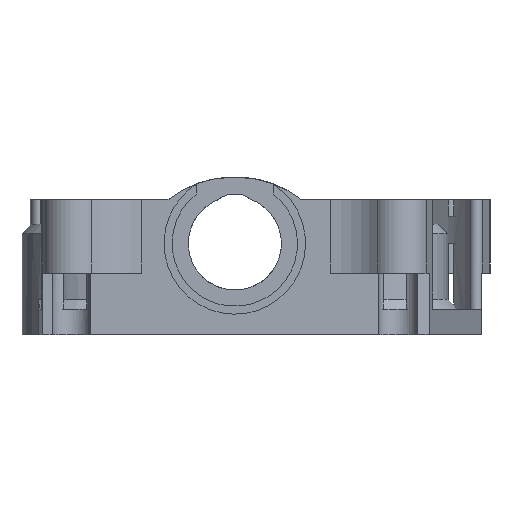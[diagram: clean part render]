
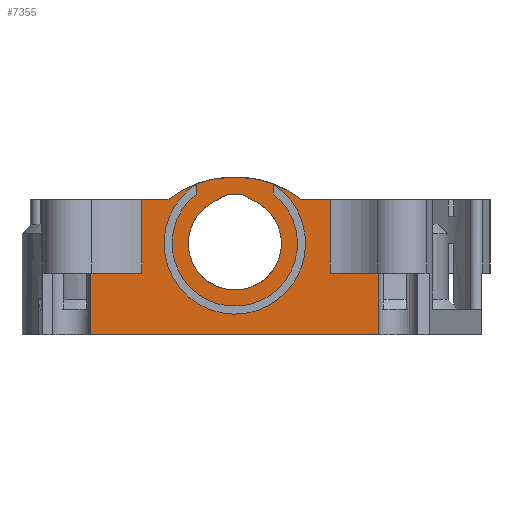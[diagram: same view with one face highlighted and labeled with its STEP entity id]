
A CAD part, front view. The second image highlights one B-rep face of the part: STEP entity #7355.
In plain terms, the highlighted planar face has unit normal (0, -1, 0).
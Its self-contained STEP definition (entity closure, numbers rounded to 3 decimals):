
#778=FACE_BOUND('',#1708,.T.);
#779=FACE_BOUND('',#1709,.T.);
#883=PLANE('',#7723);
#1274=FACE_OUTER_BOUND('',#1707,.T.);
#1707=EDGE_LOOP('',(#6919,#6920,#6921,#6922,#6923,#6924,#6925,#6926,#6927,
#6928,#6929,#6930));
#1708=EDGE_LOOP('',(#6931,#6932,#6933,#6934,#6935,#6936,#6937));
#1709=EDGE_LOOP('',(#6938,#6939,#6940,#6941));
#2022=LINE('',#13457,#2515);
#2092=LINE('',#14703,#2585);
#2130=LINE('',#14862,#2623);
#2143=LINE('',#15047,#2636);
#2147=LINE('',#15059,#2640);
#2151=LINE('',#15070,#2644);
#2155=LINE('',#15081,#2648);
#2156=LINE('',#15083,#2649);
#2177=LINE('',#15255,#2670);
#2179=LINE('',#15271,#2672);
#2186=LINE('',#15304,#2679);
#2189=LINE('',#15311,#2682);
#2197=LINE('',#15334,#2690);
#2199=LINE('',#15342,#2692);
#2202=LINE('',#15357,#2695);
#2203=LINE('',#15359,#2696);
#2515=VECTOR('',#8230,10.);
#2585=VECTOR('',#8472,10.);
#2623=VECTOR('',#8586,10.);
#2636=VECTOR('',#8627,10.);
#2640=VECTOR('',#8639,10.);
#2644=VECTOR('',#8651,10.);
#2648=VECTOR('',#8665,10.);
#2649=VECTOR('',#8668,10.);
#2670=VECTOR('',#8779,10.);
#2672=VECTOR('',#8801,10.);
#2679=VECTOR('',#8850,10.);
#2682=VECTOR('',#8857,10.);
#2690=VECTOR('',#8885,10.);
#2692=VECTOR('',#8895,10.);
#2695=VECTOR('',#8920,10.);
#2696=VECTOR('',#8923,10.);
#2810=CIRCLE('',#7599,0.8);
#2812=CIRCLE('',#7602,11.);
#2814=CIRCLE('',#7606,9.75);
#2816=CIRCLE('',#7610,11.);
#2818=CIRCLE('',#7616,7.25);
#2840=CIRCLE('',#7661,16.455);
#2841=CIRCLE('',#7666,16.455);
#3346=VERTEX_POINT('',#13454);
#3347=VERTEX_POINT('',#13456);
#3478=VERTEX_POINT('',#14700);
#3479=VERTEX_POINT('',#14702);
#3526=VERTEX_POINT('',#14859);
#3527=VERTEX_POINT('',#14861);
#3540=VERTEX_POINT('',#15031);
#3541=VERTEX_POINT('',#15032);
#3544=VERTEX_POINT('',#15040);
#3546=VERTEX_POINT('',#15046);
#3548=VERTEX_POINT('',#15052);
#3550=VERTEX_POINT('',#15058);
#3552=VERTEX_POINT('',#15064);
#3554=VERTEX_POINT('',#15075);
#3555=VERTEX_POINT('',#15079);
#3576=VERTEX_POINT('',#15246);
#3577=VERTEX_POINT('',#15248);
#3578=VERTEX_POINT('',#15254);
#3582=VERTEX_POINT('',#15269);
#3587=VERTEX_POINT('',#15303);
#3589=VERTEX_POINT('',#15310);
#3594=VERTEX_POINT('',#15333);
#3596=VERTEX_POINT('',#15341);
#4307=EDGE_CURVE('',#3346,#3347,#2022,.T.);
#4496=EDGE_CURVE('',#3479,#3478,#2092,.T.);
#4564=EDGE_CURVE('',#3527,#3526,#2130,.T.);
#4584=EDGE_CURVE('',#3540,#3541,#2810,.T.);
#4588=EDGE_CURVE('',#3541,#3544,#2812,.T.);
#4591=EDGE_CURVE('',#3544,#3546,#2143,.T.);
#4594=EDGE_CURVE('',#3546,#3548,#2814,.T.);
#4597=EDGE_CURVE('',#3548,#3550,#2147,.T.);
#4600=EDGE_CURVE('',#3550,#3552,#2816,.T.);
#4603=EDGE_CURVE('',#3552,#3540,#2151,.T.);
#4605=EDGE_CURVE('',#3554,#3479,#2818,.T.);
#4608=EDGE_CURVE('',#3478,#3555,#2155,.T.);
#4609=EDGE_CURVE('',#3555,#3554,#2156,.T.);
#4658=EDGE_CURVE('',#3577,#3576,#2840,.T.);
#4661=EDGE_CURVE('',#3578,#3577,#2177,.T.);
#4663=EDGE_CURVE('',#3526,#3578,#2841,.T.);
#4669=EDGE_CURVE('',#3576,#3582,#2179,.T.);
#4684=EDGE_CURVE('',#3347,#3587,#2186,.T.);
#4688=EDGE_CURVE('',#3346,#3589,#2189,.T.);
#4700=EDGE_CURVE('',#3589,#3594,#2197,.T.);
#4704=EDGE_CURVE('',#3596,#3587,#2199,.T.);
#4712=EDGE_CURVE('',#3596,#3582,#2202,.T.);
#4713=EDGE_CURVE('',#3594,#3527,#2203,.T.);
#6919=ORIENTED_EDGE('',*,*,#4669,.T.);
#6920=ORIENTED_EDGE('',*,*,#4712,.F.);
#6921=ORIENTED_EDGE('',*,*,#4704,.T.);
#6922=ORIENTED_EDGE('',*,*,#4684,.F.);
#6923=ORIENTED_EDGE('',*,*,#4307,.F.);
#6924=ORIENTED_EDGE('',*,*,#4688,.T.);
#6925=ORIENTED_EDGE('',*,*,#4700,.T.);
#6926=ORIENTED_EDGE('',*,*,#4713,.T.);
#6927=ORIENTED_EDGE('',*,*,#4564,.T.);
#6928=ORIENTED_EDGE('',*,*,#4663,.T.);
#6929=ORIENTED_EDGE('',*,*,#4661,.T.);
#6930=ORIENTED_EDGE('',*,*,#4658,.T.);
#6931=ORIENTED_EDGE('',*,*,#4584,.T.);
#6932=ORIENTED_EDGE('',*,*,#4588,.T.);
#6933=ORIENTED_EDGE('',*,*,#4591,.T.);
#6934=ORIENTED_EDGE('',*,*,#4594,.T.);
#6935=ORIENTED_EDGE('',*,*,#4597,.T.);
#6936=ORIENTED_EDGE('',*,*,#4600,.T.);
#6937=ORIENTED_EDGE('',*,*,#4603,.T.);
#6938=ORIENTED_EDGE('',*,*,#4496,.T.);
#6939=ORIENTED_EDGE('',*,*,#4608,.T.);
#6940=ORIENTED_EDGE('',*,*,#4609,.T.);
#6941=ORIENTED_EDGE('',*,*,#4605,.T.);
#7355=ADVANCED_FACE('',(#1274,#778,#779),#883,.T.);
#7599=AXIS2_PLACEMENT_3D('',#15033,#8612,#8613);
#7602=AXIS2_PLACEMENT_3D('',#15041,#8620,#8621);
#7606=AXIS2_PLACEMENT_3D('',#15053,#8632,#8633);
#7610=AXIS2_PLACEMENT_3D('',#15065,#8644,#8645);
#7616=AXIS2_PLACEMENT_3D('',#15076,#8659,#8660);
#7661=AXIS2_PLACEMENT_3D('',#15249,#8771,#8772);
#7666=AXIS2_PLACEMENT_3D('',#15259,#8785,#8786);
#7723=AXIS2_PLACEMENT_3D('',#15360,#8924,#8925);
#8230=DIRECTION('',(-1.,0.,0.));
#8472=DIRECTION('',(0.879,0.,0.478));
#8586=DIRECTION('',(-1.,0.,0.));
#8612=DIRECTION('center_axis',(0.,1.,0.));
#8613=DIRECTION('ref_axis',(-1.,0.,0.));
#8620=DIRECTION('center_axis',(0.,1.,0.));
#8621=DIRECTION('ref_axis',(-1.,0.,0.));
#8627=DIRECTION('',(0.,0.,-1.));
#8632=DIRECTION('center_axis',(0.,-1.,0.));
#8633=DIRECTION('ref_axis',(-1.,0.,0.));
#8639=DIRECTION('',(0.,0.,1.));
#8644=DIRECTION('center_axis',(0.,1.,0.));
#8645=DIRECTION('ref_axis',(-1.,0.,0.));
#8651=DIRECTION('',(0.,0.,1.));
#8659=DIRECTION('center_axis',(0.,1.,0.));
#8660=DIRECTION('ref_axis',(-1.,0.,0.));
#8665=DIRECTION('',(1.,0.,0.));
#8668=DIRECTION('',(0.879,0.,-0.478));
#8771=DIRECTION('center_axis',(0.,-1.,0.));
#8772=DIRECTION('ref_axis',(0.,0.,1.));
#8779=DIRECTION('',(-1.,0.,0.));
#8785=DIRECTION('center_axis',(0.,-1.,0.));
#8786=DIRECTION('ref_axis',(0.617,0.,0.787));
#8801=DIRECTION('',(-1.,0.,0.));
#8850=DIRECTION('',(0.,0.,1.));
#8857=DIRECTION('',(0.,0.,1.));
#8885=DIRECTION('',(-1.,0.,0.));
#8895=DIRECTION('',(-1.,0.,0.));
#8920=DIRECTION('',(0.,0.,1.));
#8923=DIRECTION('',(0.,0.,1.));
#8924=DIRECTION('center_axis',(0.,-1.,0.));
#8925=DIRECTION('ref_axis',(1.,0.,0.));
#13454=CARTESIAN_POINT('',(22.4,-21.2,0.));
#13456=CARTESIAN_POINT('',(-22.4,-21.2,0.));
#13457=CARTESIAN_POINT('',(-5.565,-21.2,0.));
#14700=CARTESIAN_POINT('',(-1.2,-21.2,21.8));
#14702=CARTESIAN_POINT('',(-3.463,-21.2,20.569));
#14703=CARTESIAN_POINT('',(-10.899,-21.2,16.526));
#14859=CARTESIAN_POINT('',(10.396,-21.2,21.));
#14861=CARTESIAN_POINT('',(14.9,-21.2,21.));
#14862=CARTESIAN_POINT('',(-2.042,-21.2,21.));
#15031=CARTESIAN_POINT('',(-11.,-21.2,15.));
#15032=CARTESIAN_POINT('',(-10.971,-21.2,14.999));
#15033=CARTESIAN_POINT('Origin',(-11.,-21.2,14.2));
#15040=CARTESIAN_POINT('',(-6.,-21.2,23.42));
#15041=CARTESIAN_POINT('Origin',(0.,-21.2,14.2));
#15046=CARTESIAN_POINT('',(-6.,-21.2,21.885));
#15047=CARTESIAN_POINT('',(-6.,-21.2,10.943));
#15052=CARTESIAN_POINT('',(6.,-21.2,21.885));
#15053=CARTESIAN_POINT('Origin',(0.,-21.2,14.2));
#15058=CARTESIAN_POINT('',(6.,-21.2,23.42));
#15059=CARTESIAN_POINT('',(6.,-21.2,11.71));
#15064=CARTESIAN_POINT('',(-11.,-21.2,14.2));
#15065=CARTESIAN_POINT('Origin',(0.,-21.2,14.2));
#15070=CARTESIAN_POINT('',(-11.,-21.2,7.5));
#15075=CARTESIAN_POINT('',(3.463,-21.2,20.569));
#15076=CARTESIAN_POINT('Origin',(0.,-21.2,
14.2));
#15079=CARTESIAN_POINT('',(1.2,-21.2,21.8));
#15081=CARTESIAN_POINT('',(-6.64,-21.2,21.8));
#15083=CARTESIAN_POINT('',(0.855,-21.2,21.987));
#15246=CARTESIAN_POINT('',(-10.396,-21.2,21.));
#15248=CARTESIAN_POINT('',(-0.25,-21.2,24.5));
#15249=CARTESIAN_POINT('Origin',(-0.25,-21.2,8.045));
#15254=CARTESIAN_POINT('',(0.25,-21.2,24.5));
#15255=CARTESIAN_POINT('',(-7.365,-21.2,24.5));
#15259=CARTESIAN_POINT('Origin',(0.25,-21.2,8.045));
#15269=CARTESIAN_POINT('',(-14.48,-21.2,21.));
#15271=CARTESIAN_POINT('',(-25.752,-21.2,21.));
#15303=CARTESIAN_POINT('',(-22.4,-21.2,9.6));
#15304=CARTESIAN_POINT('',(-22.4,-21.2,0.));
#15310=CARTESIAN_POINT('',(22.4,-21.2,9.6));
#15311=CARTESIAN_POINT('',(22.4,-21.2,0.));
#15333=CARTESIAN_POINT('',(14.9,-21.2,9.6));
#15334=CARTESIAN_POINT('',(22.4,-21.2,9.6));
#15341=CARTESIAN_POINT('',(-14.48,-21.2,9.6));
#15342=CARTESIAN_POINT('',(22.4,-21.2,9.6));
#15357=CARTESIAN_POINT('',(-14.48,-21.2,0.));
#15359=CARTESIAN_POINT('',(14.9,-21.2,0.));
#15360=CARTESIAN_POINT('Origin',(-14.48,-21.2,0.));
